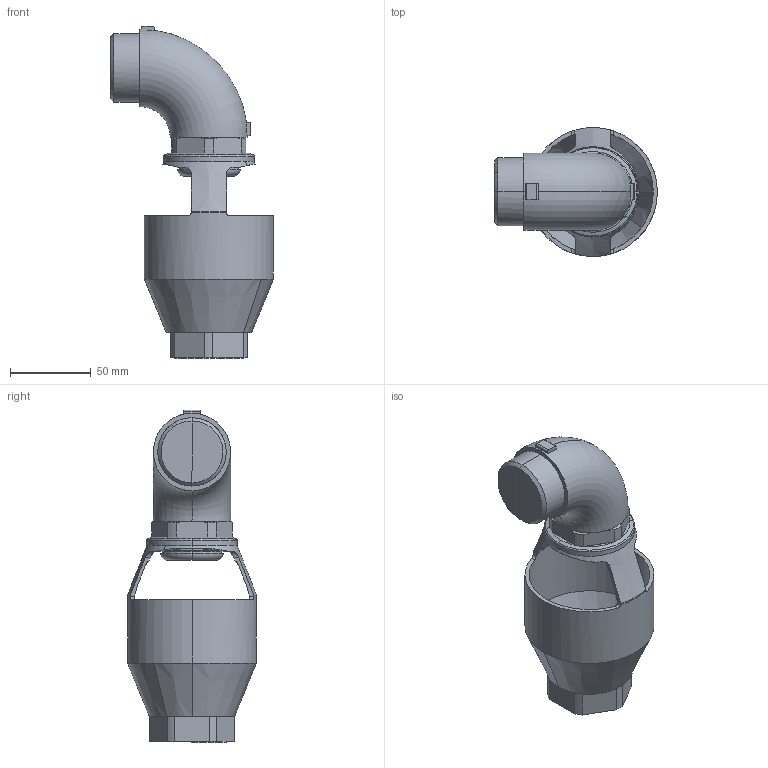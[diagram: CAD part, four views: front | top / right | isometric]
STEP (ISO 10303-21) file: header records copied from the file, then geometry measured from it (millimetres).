
FILE_DESCRIPTION(('CATIA V5 STEP Exchange','CAx-IF Rec.Pracs.--- Model Styling and Organization---1.4--- 2014-01-23','CAx-IF Rec.Pracs.---3D Tessellated Data Validation Properties---0.5---2014-09-14'),'2;1');
FILE_NAME('STEP_552170_-_TST.stp','2020-07-01T07:40:11+00:00',('none'),('none'),'CATIA Version 5-6 Release 2019 SP3','CATIA V5 STEP AP242 v1','none');
FILE_SCHEMA(('AP242_MANAGED_MODEL_BASED_3D_ENGINEERING_MIM_LF {1 0 10303 442 1 1 4}'));
Length unit declared in the file: millimetre
Products named in the file (1): 552170 - TST
Bounding box: 101 x 80 x 206 mm (x, y, z)
Volume: 247569.3 mm3; surface area: 73613.3 mm2
Topology: 3 solids, 3 shells, 164 faces, 473 edges, 316 vertices
Faces by surface type: plane 64, cylinder 54, cone 36, torus 10
Entity records: 5810 total; most frequent: CARTESIAN_POINT 1719, ORIENTED_EDGE 946, DIRECTION 670, EDGE_CURVE 473, AXIS2_PLACEMENT_3D 328, VERTEX_POINT 316, VECTOR 176, LINE 176
